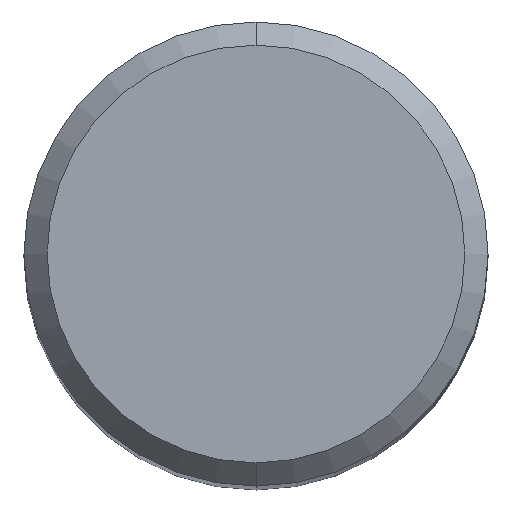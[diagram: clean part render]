
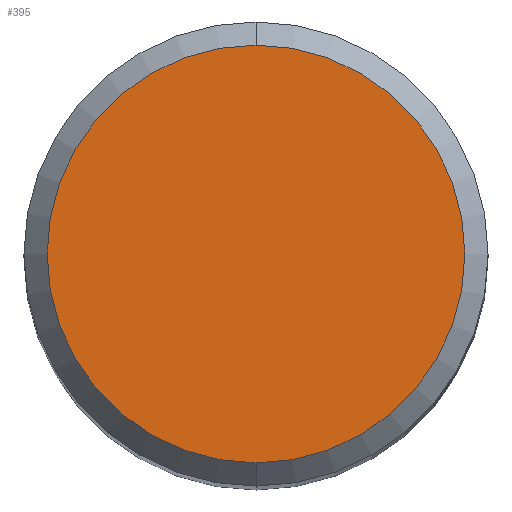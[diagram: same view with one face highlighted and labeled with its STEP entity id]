
A CAD part, top view. The second image highlights one B-rep face of the part: STEP entity #395.
In plain terms, the highlighted planar face has unit normal (0, 0, 1).
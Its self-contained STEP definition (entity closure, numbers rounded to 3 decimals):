
#189=VERTEX_POINT('',#497);
#203=VERTEX_POINT('',#512);
#265=EDGE_CURVE('',#189,#203,#582,.T.);
#293=EDGE_CURVE('',#203,#189,#611,.T.);
#395=ADVANCED_FACE('',(#722),#723,.T.);
#497=CARTESIAN_POINT('',(0.,-3.6,0.));
#512=CARTESIAN_POINT('',(0.0,3.6,0.));
#582=CIRCLE('',#1001,3.6);
#611=CIRCLE('',#1090,3.6);
#722=FACE_OUTER_BOUND('',#1295,.T.);
#723=PLANE('',#1296);
#1001=AXIS2_PLACEMENT_3D('',#1581,#1582,#1583);
#1090=AXIS2_PLACEMENT_3D('',#1602,#1603,#1604);
#1295=EDGE_LOOP('',(#1709,#1710));
#1296=AXIS2_PLACEMENT_3D('',#1711,#1712,#1713);
#1581=CARTESIAN_POINT('',(0.0,0.0,0.));
#1582=DIRECTION('',(0.0,0.0,-1.0));
#1583=DIRECTION('',(0.0,1.0,0.0));
#1602=CARTESIAN_POINT('',(0.0,0.0,0.));
#1603=DIRECTION('',(0.0,0.0,-1.0));
#1604=DIRECTION('',(0.0,1.0,0.0));
#1709=ORIENTED_EDGE('',*,*,#293,.F.);
#1710=ORIENTED_EDGE('',*,*,#265,.F.);
#1711=CARTESIAN_POINT('',(0.0,1.8,0.));
#1712=DIRECTION('',(-0.0,0.0,1.0));
#1713=DIRECTION('',(0.0,-1.0,0.0));
